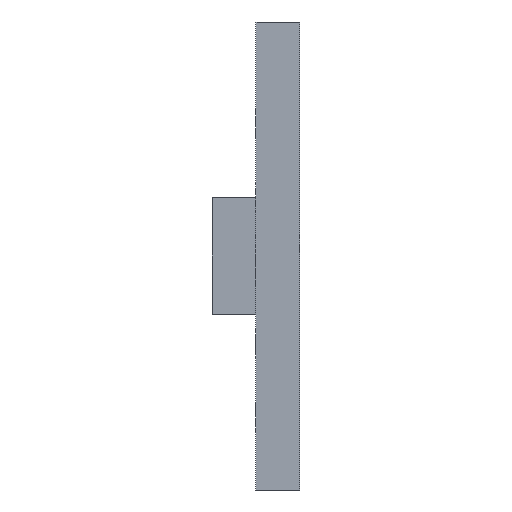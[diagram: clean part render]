
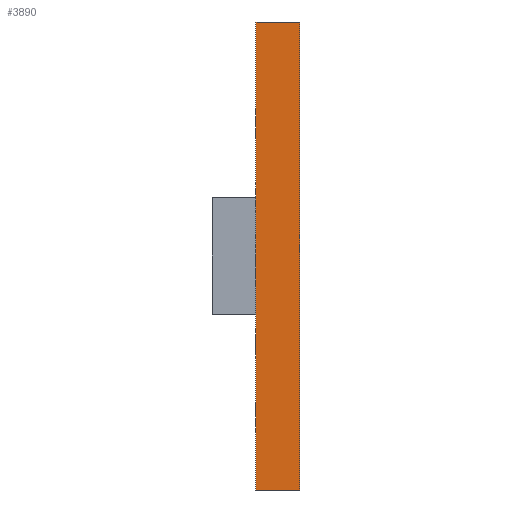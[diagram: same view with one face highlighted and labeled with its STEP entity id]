
A CAD part, left-side view. The second image highlights one B-rep face of the part: STEP entity #3890.
In plain terms, the highlighted planar face has unit normal (-1, 0, 0).
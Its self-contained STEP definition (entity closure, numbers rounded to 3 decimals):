
#15 = VERTEX_POINT ( 'NONE', #2112 ) ;
#28 = CARTESIAN_POINT ( 'NONE',  ( -10.3, 0., 8. ) ) ;
#48 = DIRECTION ( 'NONE',  ( 0., 0., 1. ) ) ;
#94 = ORIENTED_EDGE ( 'NONE', *, *, #401, .T. ) ;
#107 = DIRECTION ( 'NONE',  ( 0., 0., 1. ) ) ;
#318 = ORIENTED_EDGE ( 'NONE', *, *, #2321, .T. ) ;
#401 = EDGE_CURVE ( 'NONE', #2211, #15, #2393, .T. ) ;
#508 = AXIS2_PLACEMENT_3D ( 'NONE', #1167, #3744, #1792 ) ;
#533 = PLANE ( 'NONE',  #508 ) ;
#633 = LINE ( 'NONE', #2247, #3947 ) ;
#825 = LINE ( 'NONE', #2625, #4145 ) ;
#852 = DIRECTION ( 'NONE',  ( 0., -1., 0. ) ) ;
#957 = DIRECTION ( 'NONE',  ( 0., -1., 0. ) ) ;
#1167 = CARTESIAN_POINT ( 'NONE',  ( -10.3, 1.5, -8. ) ) ;
#1325 = CARTESIAN_POINT ( 'NONE',  ( -10.3, 1.5, 8. ) ) ;
#1460 = VECTOR ( 'NONE', #852, 1000. ) ;
#1550 = EDGE_LOOP ( 'NONE', ( #318, #2486, #3656, #94 ) ) ;
#1568 = EDGE_CURVE ( 'NONE', #2211, #1623, #633, .T. ) ;
#1602 = CARTESIAN_POINT ( 'NONE',  ( -10.3, 1.5, 8. ) ) ;
#1623 = VERTEX_POINT ( 'NONE', #1325 ) ;
#1782 = VERTEX_POINT ( 'NONE', #28 ) ;
#1792 = DIRECTION ( 'NONE',  ( 0., 0., -1. ) ) ;
#1802 = CARTESIAN_POINT ( 'NONE',  ( -10.3, 1.5, -8. ) ) ;
#2112 = CARTESIAN_POINT ( 'NONE',  ( -10.3, 0., -8. ) ) ;
#2137 = VECTOR ( 'NONE', #957, 1000. ) ;
#2211 = VERTEX_POINT ( 'NONE', #2569 ) ;
#2247 = CARTESIAN_POINT ( 'NONE',  ( -10.3, 1.5, -8. ) ) ;
#2321 = EDGE_CURVE ( 'NONE', #15, #1782, #825, .T. ) ;
#2393 = LINE ( 'NONE', #1802, #1460 ) ;
#2486 = ORIENTED_EDGE ( 'NONE', *, *, #3186, .F. ) ;
#2569 = CARTESIAN_POINT ( 'NONE',  ( -10.3, 1.5, -8. ) ) ;
#2625 = CARTESIAN_POINT ( 'NONE',  ( -10.3, 0., -8. ) ) ;
#2837 = FACE_OUTER_BOUND ( 'NONE', #1550, .T. ) ;
#2996 = LINE ( 'NONE', #1602, #2137 ) ;
#3186 = EDGE_CURVE ( 'NONE', #1623, #1782, #2996, .T. ) ;
#3656 = ORIENTED_EDGE ( 'NONE', *, *, #1568, .F. ) ;
#3744 = DIRECTION ( 'NONE',  ( 1., 0., 0. ) ) ;
#3890 = ADVANCED_FACE ( 'NONE', ( #2837 ), #533, .F. ) ;
#3947 = VECTOR ( 'NONE', #48, 1000. ) ;
#4145 = VECTOR ( 'NONE', #107, 1000. ) ;
